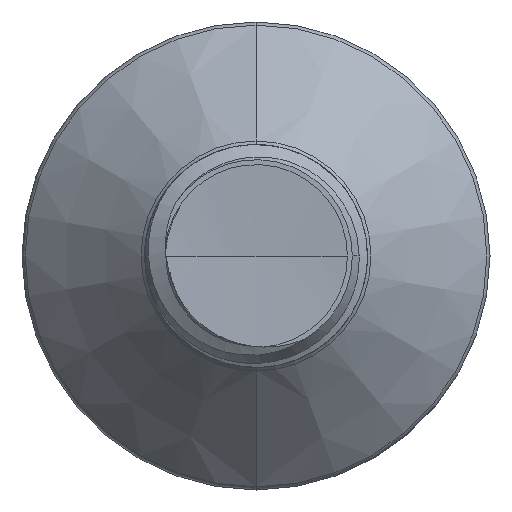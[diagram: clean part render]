
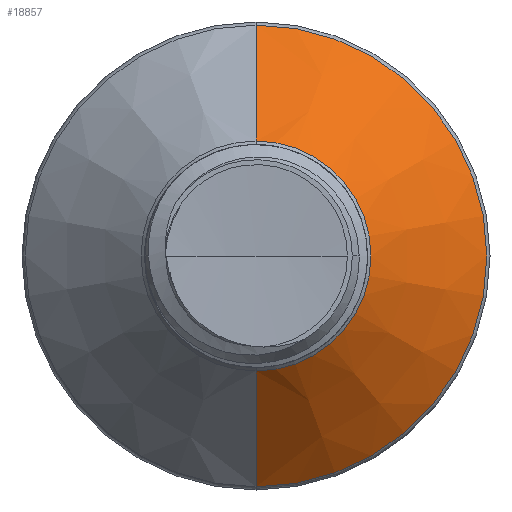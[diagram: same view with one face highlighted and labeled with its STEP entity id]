
A CAD part, front view. The second image highlights one B-rep face of the part: STEP entity #18857.
In plain terms, the highlighted conical face has half-angle 45 degrees and reference radius 2.064 mm.
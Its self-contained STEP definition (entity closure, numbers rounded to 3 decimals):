
#571 = LINE ( 'NONE', #16741, #16946 ) ;
#858 = VERTEX_POINT ( 'NONE', #21603 ) ;
#1273 = LINE ( 'NONE', #24959, #21967 ) ;
#2971 = CARTESIAN_POINT ( 'NONE',  ( 0., 6.286, 2.064 ) ) ;
#2980 = DIRECTION ( 'NONE',  ( 0., 1., 0. ) ) ;
#3861 = ORIENTED_EDGE ( 'NONE', *, *, #23180, .T. ) ;
#4876 = ORIENTED_EDGE ( 'NONE', *, *, #19765, .F. ) ;
#6241 = VERTEX_POINT ( 'NONE', #2971 ) ;
#7065 = ORIENTED_EDGE ( 'NONE', *, *, #22084, .T. ) ;
#7663 = FACE_OUTER_BOUND ( 'NONE', #17612, .T. ) ;
#8386 = DIRECTION ( 'NONE',  ( 0., 1., 0. ) ) ;
#8593 = AXIS2_PLACEMENT_3D ( 'NONE', #20206, #8386, #21932 ) ;
#11210 = CIRCLE ( 'NONE', #8593, 2.064 ) ;
#11973 = DIRECTION ( 'NONE',  ( 0., 1., 0. ) ) ;
#12061 = VERTEX_POINT ( 'NONE', #19534 ) ;
#12461 = CONICAL_SURFACE ( 'NONE', #18978, 2.064, 0.785 ) ;
#14245 = DIRECTION ( 'NONE',  ( 0., 0.707, -0.707 ) ) ;
#14795 = VERTEX_POINT ( 'NONE', #22760 ) ;
#15479 = CARTESIAN_POINT ( 'NONE',  ( 0., 8.365, 0. ) ) ;
#15802 = ORIENTED_EDGE ( 'NONE', *, *, #20982, .F. ) ;
#16741 = CARTESIAN_POINT ( 'NONE',  ( 0., 6.286, 2.064 ) ) ;
#16946 = VECTOR ( 'NONE', #23784, 1000. ) ;
#17442 = DIRECTION ( 'NONE',  ( 0., 0., 1. ) ) ;
#17612 = EDGE_LOOP ( 'NONE', ( #3861, #7065, #15802, #4876 ) ) ;
#18857 = ADVANCED_FACE ( 'NONE', ( #7663 ), #12461, .T. ) ;
#18978 = AXIS2_PLACEMENT_3D ( 'NONE', #23168, #11973, #24803 ) ;
#19534 = CARTESIAN_POINT ( 'NONE',  ( 0., 6.286, -2.064 ) ) ;
#19765 = EDGE_CURVE ( 'NONE', #6241, #858, #571, .T. ) ;
#20206 = CARTESIAN_POINT ( 'NONE',  ( 0., 6.286, 0. ) ) ;
#20657 = CIRCLE ( 'NONE', #22029, 4.143 ) ;
#20982 = EDGE_CURVE ( 'NONE', #858, #14795, #20657, .T. ) ;
#21603 = CARTESIAN_POINT ( 'NONE',  ( 0., 8.365, 4.143 ) ) ;
#21932 = DIRECTION ( 'NONE',  ( 0., 0., 1. ) ) ;
#21967 = VECTOR ( 'NONE', #14245, 1000. ) ;
#22029 = AXIS2_PLACEMENT_3D ( 'NONE', #15479, #2980, #17442 ) ;
#22084 = EDGE_CURVE ( 'NONE', #12061, #14795, #1273, .T. ) ;
#22760 = CARTESIAN_POINT ( 'NONE',  ( 0., 8.365, -4.143 ) ) ;
#23168 = CARTESIAN_POINT ( 'NONE',  ( 0., 6.286, 0. ) ) ;
#23180 = EDGE_CURVE ( 'NONE', #6241, #12061, #11210, .T. ) ;
#23784 = DIRECTION ( 'NONE',  ( 0., 0.707, 0.707 ) ) ;
#24803 = DIRECTION ( 'NONE',  ( 0., 0., 1. ) ) ;
#24959 = CARTESIAN_POINT ( 'NONE',  ( 0., 6.286, -2.064 ) ) ;
